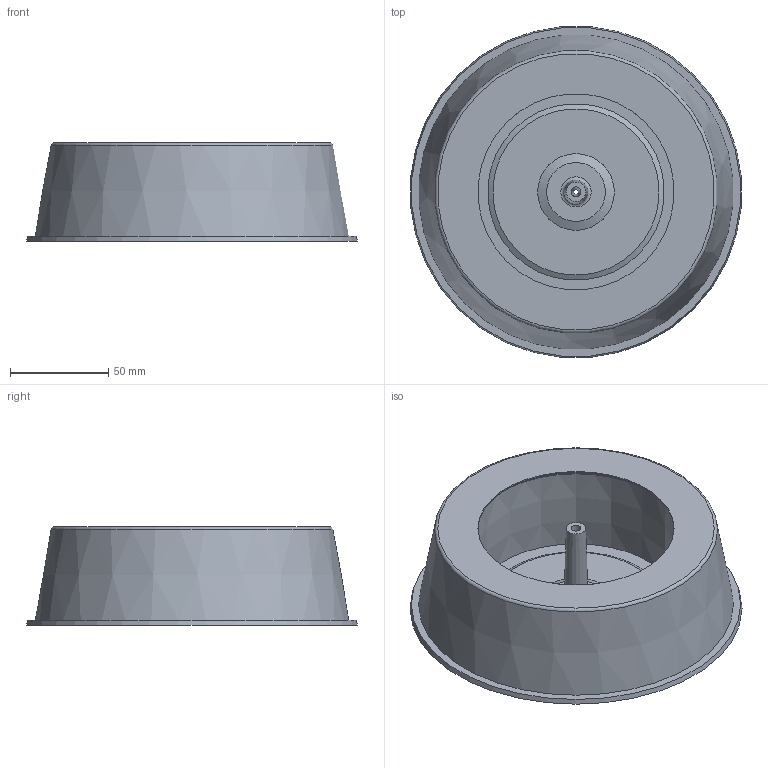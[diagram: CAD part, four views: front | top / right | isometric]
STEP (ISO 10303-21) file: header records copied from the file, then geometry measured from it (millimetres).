
FILE_DESCRIPTION(/* description */ (''),/* implementation_level */ '2;1');
FILE_NAME(/* name */ '18104.100X_3D.stp',/* time_stamp */ '2024-12-12T07:40:07+01:00',/* author */ ('CAD'),/* organization */ (''),/* preprocessor_version */ 'ST-DEVELOPER v20',/* originating_system */ 'AutoCAD Mechanical',/* authorisation */ '');
FILE_SCHEMA (('AUTOMOTIVE_DESIGN { 1 0 10303 214 3 1 1 }'));
Length unit declared in the file: millimetre
Products named in the file (2): Product; *S0
Assembly tree (1 placements, depth 2):
  Product
    *S0
Bounding box: 168.56 x 168.56 x 50 mm (x, y, z)
Volume: 201347.8 mm3; surface area: 132567 mm2
Topology: 1 solids, 1 shells, 215 faces, 517 edges, 313 vertices
Faces by surface type: bspline 96, plane 46, torus 27, cylinder 25, cone 21
Full cylindrical faces by diameter (mm): 100 x1
Entity records: 11472 total; most frequent: CARTESIAN_POINT 7036, ORIENTED_EDGE 1032, DIRECTION 715, EDGE_CURVE 516, AXIS2_PLACEMENT_3D 316, VERTEX_POINT 311, B_SPLINE_CURVE_WITH_KNOTS 240, EDGE_LOOP 225
